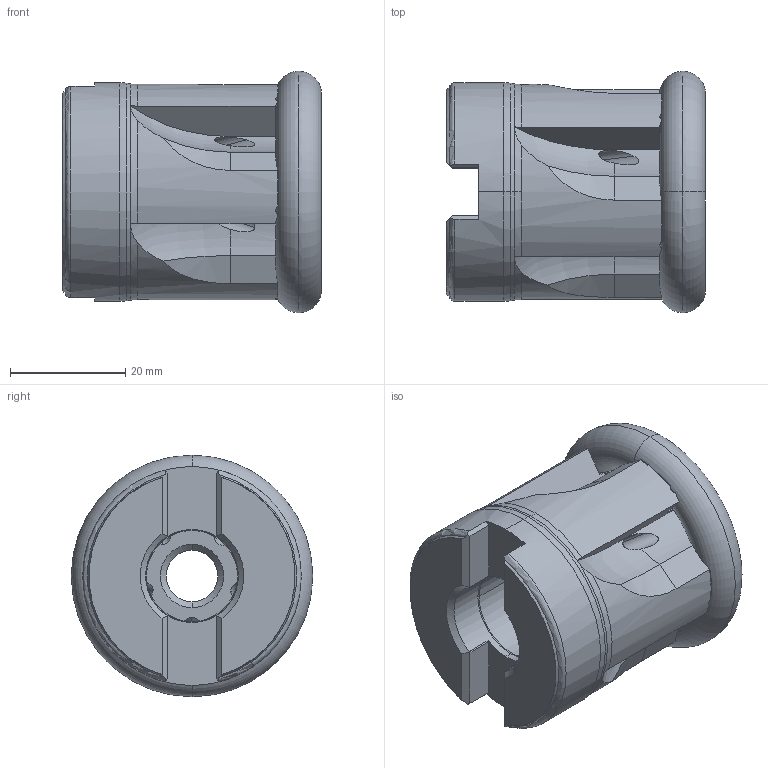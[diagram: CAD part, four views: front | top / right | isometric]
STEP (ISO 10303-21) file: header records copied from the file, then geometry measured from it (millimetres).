
FILE_DESCRIPTION (( 'STEP AP214' ), '1' );
FILE_NAME ('KAF-042-508-5.STEP', '2016-06-22T14:09:30', ( '' ), ( '' ), 'SwSTEP 2.0', 'SolidWorks 2016', '' );
FILE_SCHEMA (( 'AUTOMOTIVE_DESIGN' ));
Length unit declared in the file: millimetre
Products named in the file (1): KAF-042-508-5
Bounding box: 45.04 x 41.98 x 41.98 mm (x, y, z)
Volume: 36685.9 mm3; surface area: 11179.5 mm2
Topology: 1 solids, 1 shells, 170 faces, 546 edges, 355 vertices
Faces by surface type: plane 69, cylinder 50, torus 32, cone 19
Entity records: 7274 total; most frequent: CARTESIAN_POINT 2630, ORIENTED_EDGE 1092, DIRECTION 838, EDGE_CURVE 546, VERTEX_POINT 355, AXIS2_PLACEMENT_3D 327, VECTOR 184, LINE 184
